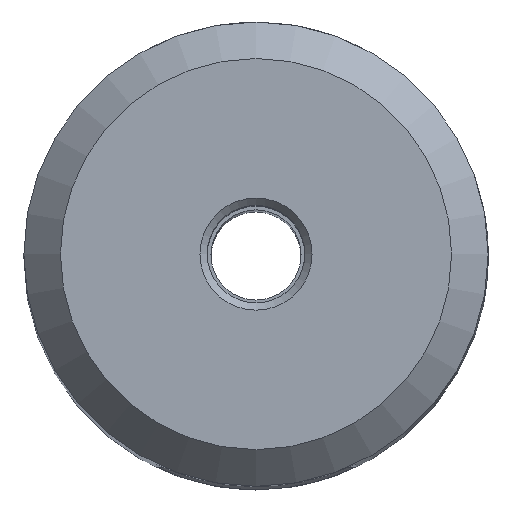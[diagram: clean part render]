
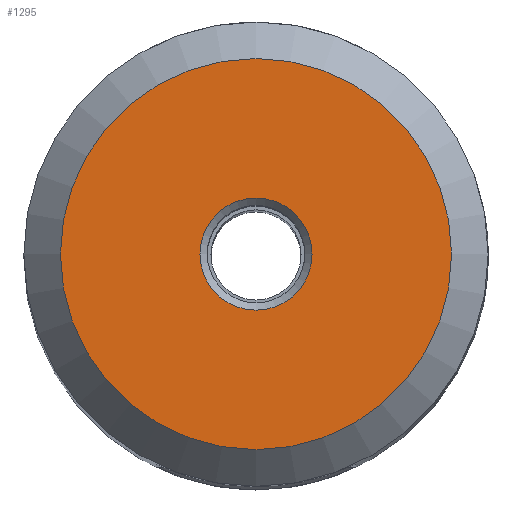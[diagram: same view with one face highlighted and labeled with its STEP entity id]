
A CAD part, top view. The second image highlights one B-rep face of the part: STEP entity #1295.
In plain terms, the highlighted planar face has unit normal (0, 0, 1).
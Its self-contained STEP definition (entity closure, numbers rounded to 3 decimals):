
#122 = AXIS2_PLACEMENT_3D ( 'NONE', #1308, #1191, #156 ) ;
#139 = PLANE ( 'NONE',  #1467 ) ;
#156 = DIRECTION ( 'NONE',  ( 1., 0., 0. ) ) ;
#197 = EDGE_LOOP ( 'NONE', ( #334 ) ) ;
#217 = CIRCLE ( 'NONE', #1034, 2.3 ) ;
#333 = VERTEX_POINT ( 'NONE', #1352 ) ;
#334 = ORIENTED_EDGE ( 'NONE', *, *, #594, .T. ) ;
#358 = CARTESIAN_POINT ( 'NONE',  ( 0., 0., 90. ) ) ;
#428 = VERTEX_POINT ( 'NONE', #786 ) ;
#467 = FACE_BOUND ( 'NONE', #197, .T. ) ;
#594 = EDGE_CURVE ( 'NONE', #428, #428, #217, .T. ) ;
#786 = CARTESIAN_POINT ( 'NONE',  ( 2.3, 0., 90. ) ) ;
#900 = CARTESIAN_POINT ( 'NONE',  ( 0., 0., 90. ) ) ;
#932 = DIRECTION ( 'NONE',  ( 0., 0., 1. ) ) ;
#935 = CIRCLE ( 'NONE', #122, 8.025 ) ;
#955 = DIRECTION ( 'NONE',  ( 1., 0., 0. ) ) ;
#1034 = AXIS2_PLACEMENT_3D ( 'NONE', #900, #1237, #1329 ) ;
#1191 = DIRECTION ( 'NONE',  ( 0., 0., 1. ) ) ;
#1223 = EDGE_CURVE ( 'NONE', #333, #333, #935, .T. ) ;
#1237 = DIRECTION ( 'NONE',  ( 0., 0., -1. ) ) ;
#1295 = ADVANCED_FACE ( 'NONE', ( #467, #1409 ), #139, .T. ) ;
#1308 = CARTESIAN_POINT ( 'NONE',  ( 0., 0., 90. ) ) ;
#1329 = DIRECTION ( 'NONE',  ( 1., 0., 0. ) ) ;
#1352 = CARTESIAN_POINT ( 'NONE',  ( 8.025, 0., 90. ) ) ;
#1364 = ORIENTED_EDGE ( 'NONE', *, *, #1223, .T. ) ;
#1409 = FACE_OUTER_BOUND ( 'NONE', #1440, .T. ) ;
#1440 = EDGE_LOOP ( 'NONE', ( #1364 ) ) ;
#1467 = AXIS2_PLACEMENT_3D ( 'NONE', #358, #932, #955 ) ;
